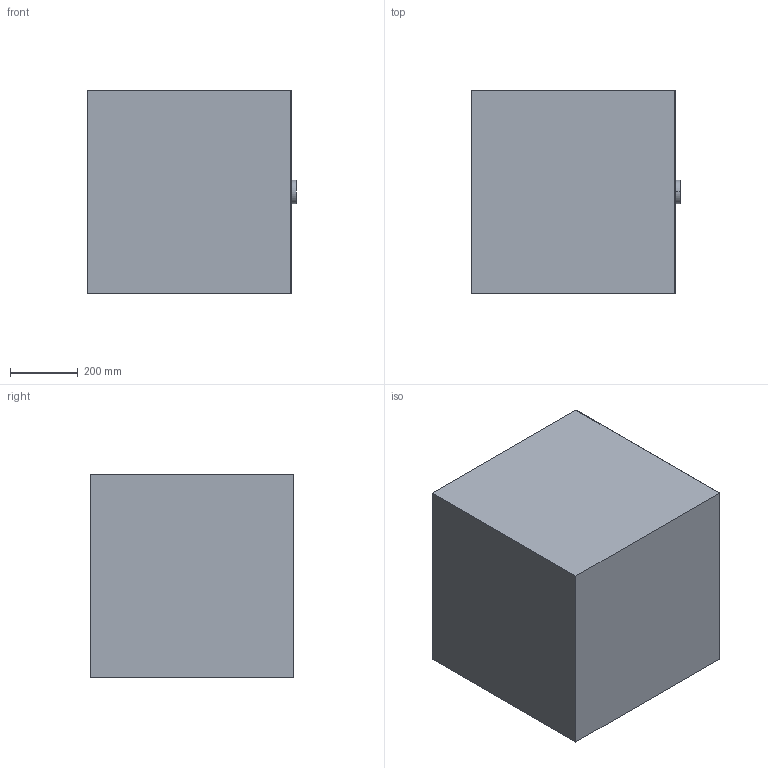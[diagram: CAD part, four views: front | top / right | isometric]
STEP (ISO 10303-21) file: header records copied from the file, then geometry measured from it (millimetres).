
FILE_DESCRIPTION(('STEP AP214'),'1');
FILE_NAME('tnes.stp','2023-11-02T09:58:13',(' '),(' '),'Spatial InterOp 3D',' ',' ');
FILE_SCHEMA(('AUTOMOTIVE_DESIGN { 1 0 10303 214 1 1 1 1 }'));
Length unit declared in the file: centimetre
Products named in the file (5): tnes; Component1; Component2; Component3; Component4
Assembly tree (4 placements, depth 2):
  tnes
    Component1
    Component2
    Component3
    Component4
Bounding box: 615.56 x 600 x 600 mm (x, y, z)
Volume: 215646343.2 mm3; surface area: 3409584.2 mm2
Topology: 4 solids, 4 shells, 30 faces, 60 edges, 40 vertices
Faces by surface type: plane 26, cylinder 4
Entity records: 1151 total; most frequent: DIRECTION 138, CARTESIAN_POINT 135, ORIENTED_EDGE 120, EDGE_CURVE 60, LINE 52, VECTOR 52, AXIS2_PLACEMENT_3D 43, VERTEX_POINT 40
